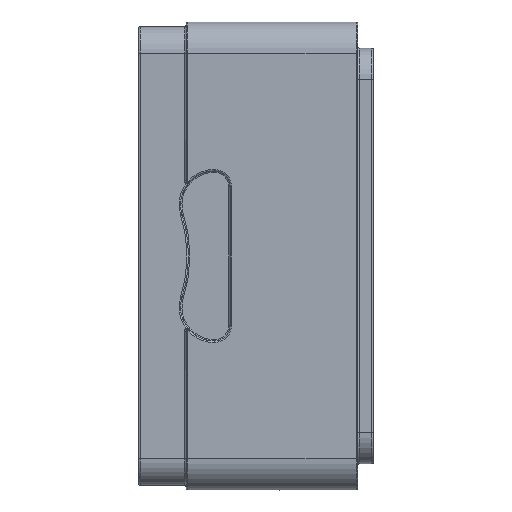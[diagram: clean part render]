
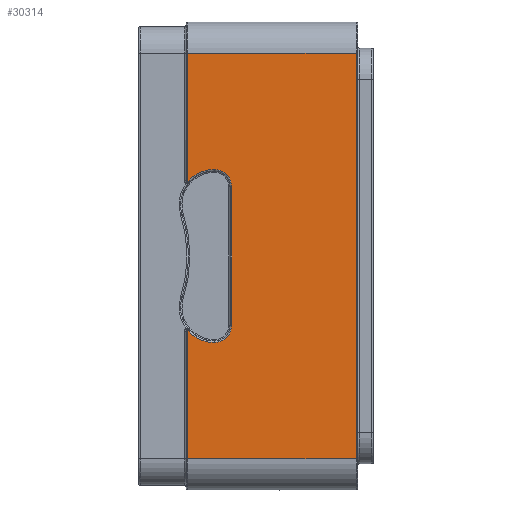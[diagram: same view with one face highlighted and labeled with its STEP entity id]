
A CAD part, left-side view. The second image highlights one B-rep face of the part: STEP entity #30314.
In plain terms, the highlighted planar face has unit normal (-1, 0, 0).
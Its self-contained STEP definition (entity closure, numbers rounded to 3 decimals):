
#153=DIRECTION('',(0.,0.,1.));
#154=VECTOR('',#153,12.95);
#155=CARTESIAN_POINT('',(-11.975,0.05,-6.475));
#156=LINE('',#155,#154);
#157=CARTESIAN_POINT('',(-11.975,5.425,-2.402));
#158=DIRECTION('',(1.,0.,0.));
#159=DIRECTION('',(0.,1.,0.));
#160=AXIS2_PLACEMENT_3D('',#157,#158,#159);
#162=CARTESIAN_POINT('',(-11.975,4.58,-1.637));
#163=DIRECTION('',(-1.,0.,0.));
#164=DIRECTION('',(0.,0.741,-0.671));
#165=AXIS2_PLACEMENT_3D('',#162,#163,#164);
#167=CARTESIAN_POINT('',(-11.975,4.58,-2.217));
#168=DIRECTION('',(-1.,0.,0.));
#169=DIRECTION('',(0.,0.,-1.));
#170=AXIS2_PLACEMENT_3D('',#167,#168,#169);
#172=CARTESIAN_POINT('',(-11.975,4.58,2.217));
#173=DIRECTION('',(-1.,0.,0.));
#174=DIRECTION('',(0.,-1.,0.));
#175=AXIS2_PLACEMENT_3D('',#172,#173,#174);
#177=CARTESIAN_POINT('',(-11.975,4.58,1.637));
#178=DIRECTION('',(-1.,0.,0.));
#179=DIRECTION('',(0.,0.,1.));
#180=AXIS2_PLACEMENT_3D('',#177,#178,#179);
#182=CARTESIAN_POINT('',(-11.975,5.425,2.402));
#183=DIRECTION('',(1.,0.,0.));
#184=DIRECTION('',(0.,-0.742,-0.671));
#185=AXIS2_PLACEMENT_3D('',#182,#183,#184);
#191=DIRECTION('',(0.,-1.,0.));
#192=VECTOR('',#191,5.385);
#193=CARTESIAN_POINT('',(-11.975,5.435,-6.475));
#194=LINE('',#193,#192);
#3737=DIRECTION('',(0.,1.,0.));
#3738=VECTOR('',#3737,5.385);
#3739=CARTESIAN_POINT('',(-11.975,0.05,6.475));
#3740=LINE('',#3739,#3738);
#3760=DIRECTION('',(0.,0.,-1.));
#3761=VECTOR('',#3760,4.073);
#3762=CARTESIAN_POINT('',(-11.975,5.435,6.475));
#3763=LINE('',#3762,#3761);
#3798=DIRECTION('',(0.,0.,-1.));
#3799=VECTOR('',#3798,4.434);
#3800=CARTESIAN_POINT('',(-11.975,4.03,2.217));
#3801=LINE('',#3800,#3799);
#3849=DIRECTION('',(0.,0.,-1.));
#3850=VECTOR('',#3849,4.073);
#3851=CARTESIAN_POINT('',(-11.975,5.435,-2.402));
#3852=LINE('',#3851,#3850);
#23963=CARTESIAN_POINT('',(-11.975,0.05,-6.475));
#23964=VERTEX_POINT('',#23963);
#23975=CARTESIAN_POINT('',(-11.975,0.05,6.475));
#23976=VERTEX_POINT('',#23975);
#23977=CARTESIAN_POINT('',(-11.975,5.435,-6.475));
#23978=VERTEX_POINT('',#23977);
#23979=CARTESIAN_POINT('',(-11.975,5.435,-2.402));
#23980=VERTEX_POINT('',#23979);
#23981=CARTESIAN_POINT('',(-11.975,5.418,-2.396));
#23982=VERTEX_POINT('',#23981);
#23983=CARTESIAN_POINT('',(-11.975,4.58,
-2.767));
#23984=VERTEX_POINT('',#23983);
#23985=CARTESIAN_POINT('',(-11.975,4.03,
-2.217));
#23986=VERTEX_POINT('',#23985);
#23987=CARTESIAN_POINT('',(-11.975,4.03,
2.217));
#23988=VERTEX_POINT('',#23987);
#23989=CARTESIAN_POINT('',(-11.975,4.58,
2.767));
#23990=VERTEX_POINT('',#23989);
#23991=CARTESIAN_POINT('',(-11.975,5.418,
2.396));
#23992=VERTEX_POINT('',#23991);
#23993=CARTESIAN_POINT('',(-11.975,5.435,2.402));
#23994=VERTEX_POINT('',#23993);
#23995=CARTESIAN_POINT('',(-11.975,5.435,6.475));
#23996=VERTEX_POINT('',#23995);
#30284=CARTESIAN_POINT('',(-11.975,0.,-7.475));
#30285=DIRECTION('',(-1.,0.,0.));
#30286=DIRECTION('',(0.,0.,1.));
#30287=AXIS2_PLACEMENT_3D('',#30284,#30285,#30286);
#30288=PLANE('',#30287);
#30289=ORIENTED_EDGE('',*,*,#30278,.F.);
#30291=ORIENTED_EDGE('',*,*,#30290,.F.);
#30293=ORIENTED_EDGE('',*,*,#30292,.F.);
#30295=ORIENTED_EDGE('',*,*,#30294,.T.);
#30297=ORIENTED_EDGE('',*,*,#30296,.T.);
#30299=ORIENTED_EDGE('',*,*,#30298,.T.);
#30301=ORIENTED_EDGE('',*,*,#30300,.F.);
#30303=ORIENTED_EDGE('',*,*,#30302,.T.);
#30305=ORIENTED_EDGE('',*,*,#30304,.T.);
#30307=ORIENTED_EDGE('',*,*,#30306,.T.);
#30309=ORIENTED_EDGE('',*,*,#30308,.F.);
#30311=ORIENTED_EDGE('',*,*,#30310,.F.);
#30312=EDGE_LOOP('',(#30289,#30291,#30293,#30295,#30297,#30299,#30301,#30303,
#30305,#30307,#30309,#30311));
#30313=FACE_OUTER_BOUND('',#30312,.F.);
#30314=ADVANCED_FACE('',(#30313),#30288,.T.);
#161=CIRCLE('',#160,0.01);
#166=CIRCLE('',#165,1.13);
#171=CIRCLE('',#170,0.55);
#176=CIRCLE('',#175,0.55);
#181=CIRCLE('',#180,1.13);
#186=CIRCLE('',#185,0.01);
#30278=EDGE_CURVE('',#23964,#23976,#156,.T.);
#30290=EDGE_CURVE('',#23978,#23964,#194,.T.);
#30292=EDGE_CURVE('',#23980,#23978,#3852,.T.);
#30294=EDGE_CURVE('',#23980,#23982,#161,.T.);
#30296=EDGE_CURVE('',#23982,#23984,#166,.T.);
#30298=EDGE_CURVE('',#23984,#23986,#171,.T.);
#30300=EDGE_CURVE('',#23988,#23986,#3801,.T.);
#30302=EDGE_CURVE('',#23988,#23990,#176,.T.);
#30304=EDGE_CURVE('',#23990,#23992,#181,.T.);
#30306=EDGE_CURVE('',#23992,#23994,#186,.T.);
#30308=EDGE_CURVE('',#23996,#23994,#3763,.T.);
#30310=EDGE_CURVE('',#23976,#23996,#3740,.T.);
